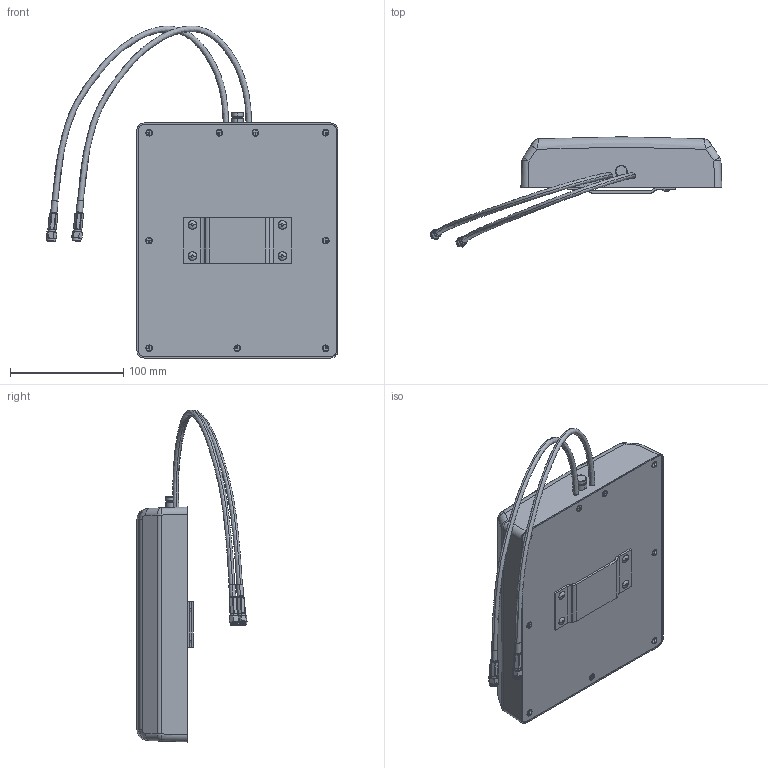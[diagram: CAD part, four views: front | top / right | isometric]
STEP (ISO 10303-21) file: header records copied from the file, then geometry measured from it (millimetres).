
FILE_DESCRIPTION (( 'STEP AP203' ), '1' );
FILE_NAME ('HG2458-8DS-RSP.STEP', '2010-12-31T16:19:05', ( 'x' ), ( 'Microsoft' ), 'SwSTEP 2.0', 'SolidWorks 2010', '' );
FILE_SCHEMA (( 'CONFIG_CONTROL_DESIGN' ));
Length unit declared in the file: inch
Products named in the file (5): ARSP-1100; HG2458-8DS-RSP; HG2458-8DS-xx; HG2458-8DS-xx_Coax195; HG824-11LP-NF_HEATSHRINK
Assembly tree (7 placements, depth 2):
  HG2458-8DS-RSP
    ARSP-1100  x2
    HG2458-8DS-xx
    HG824-11LP-NF_HEATSHRINK  x2
    HG2458-8DS-xx_Coax195  x2
Bounding box: 258.12 x 97.45 x 293.77 mm (x, y, z)
Volume: 1573581.5 mm3; surface area: 120159.4 mm2
Topology: 7 solids, 7 shells, 651 faces, 1523 edges, 940 vertices
Faces by surface type: plane 237, cylinder 143, bspline 127, torus 76, cone 64, sphere 4
Entity records: 18594 total; most frequent: CARTESIAN_POINT 7174, ORIENTED_EDGE 2256, DIRECTION 2213, EDGE_CURVE 1128, AXIS2_PLACEMENT_3D 823, VERTEX_POINT 704, LINE 567, VECTOR 567
